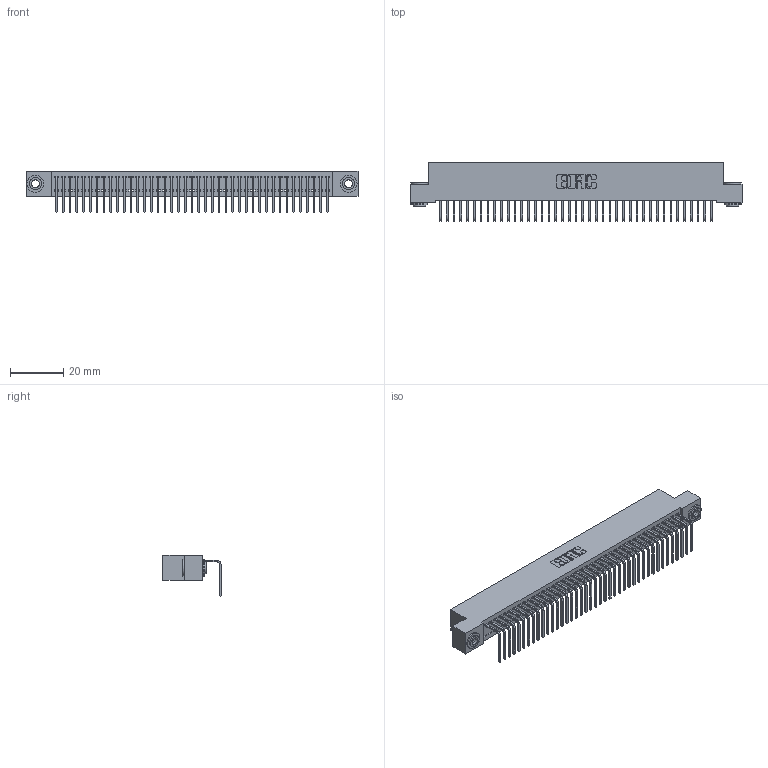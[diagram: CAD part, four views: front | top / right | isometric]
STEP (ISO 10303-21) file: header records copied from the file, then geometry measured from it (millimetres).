
FILE_DESCRIPTION (( 'STEP AP203' ), '1' );
FILE_NAME ('392-041-558-103.STEP', '2019-10-07T20:41:47', ( '' ), ( '' ), 'SwSTEP 2.0', 'SolidWorks 2016', '' );
FILE_SCHEMA (( 'CONFIG_CONTROL_DESIGN' ));
Length unit declared in the file: inch
Products named in the file (4): 345-292-001_558 Tail - 2; 342-250-002_345-250-002-102; 392-041-558-103; 342 Part_.156 TH
Assembly tree (44 placements, depth 2):
  392-041-558-103
    342 Part_.156 TH
    345-292-001_558 Tail - 2  x41
    342-250-002_345-250-002-102  x2
Bounding box: 124.46 x 21.91 x 15.62 mm (x, y, z)
Volume: 11068.4 mm3; surface area: 17236.7 mm2
Topology: 44 solids, 44 shells, 2608 faces, 7837 edges, 5166 vertices
Faces by surface type: plane 1880, cylinder 720, cone 8
Entity records: 25796 total; most frequent: CARTESIAN_POINT 4428, ORIENTED_EDGE 4398, DIRECTION 3771, EDGE_CURVE 2199, LINE 2047, VECTOR 2047, VERTEX_POINT 1462, AXIS2_PLACEMENT_3D 862
